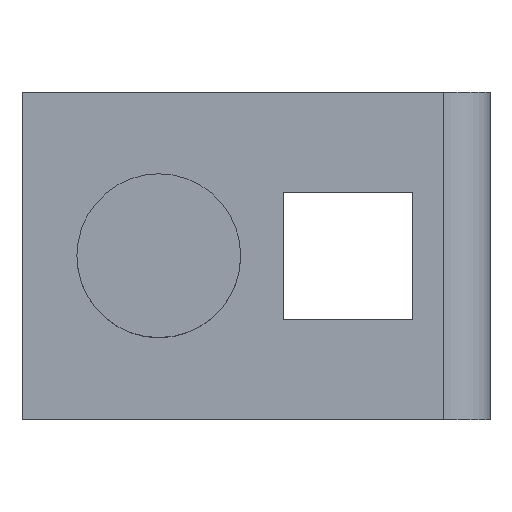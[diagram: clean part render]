
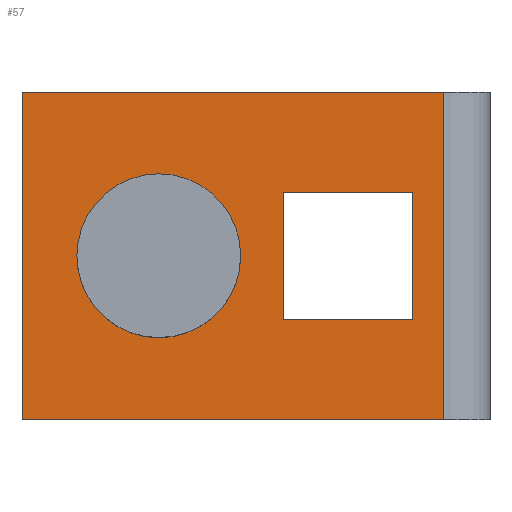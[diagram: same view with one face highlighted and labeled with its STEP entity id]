
A CAD part, top view. The second image highlights one B-rep face of the part: STEP entity #57.
In plain terms, the highlighted planar face has unit normal (0, 0, 1).
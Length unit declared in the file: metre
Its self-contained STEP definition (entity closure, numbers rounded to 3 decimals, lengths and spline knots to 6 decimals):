
#57 = ADVANCED_FACE( '', ( #112, #113, #114 ), #115, .T. );
#112 = FACE_BOUND( '', #162, .T. );
#113 = FACE_OUTER_BOUND( '', #163, .T. );
#114 = FACE_BOUND( '', #164, .T. );
#115 = PLANE( '', #165 );
#162 = EDGE_LOOP( '', ( #255 ) );
#163 = EDGE_LOOP( '', ( #256, #257, #258, #259 ) );
#164 = EDGE_LOOP( '', ( #260, #261, #262, #263 ) );
#165 = AXIS2_PLACEMENT_3D( '', #264, #265, #266 );
#255 = ORIENTED_EDGE( '', *, *, #305, .F. );
#256 = ORIENTED_EDGE( '', *, *, #292, .F. );
#257 = ORIENTED_EDGE( '', *, *, #302, .T. );
#258 = ORIENTED_EDGE( '', *, *, #284, .T. );
#259 = ORIENTED_EDGE( '', *, *, #321, .F. );
#260 = ORIENTED_EDGE( '', *, *, #313, .F. );
#261 = ORIENTED_EDGE( '', *, *, #298, .T. );
#262 = ORIENTED_EDGE( '', *, *, #309, .T. );
#263 = ORIENTED_EDGE( '', *, *, #322, .F. );
#264 = CARTESIAN_POINT( '', ( 0., 0., 0.02 ) );
#265 = DIRECTION( '', ( 0., 0., 1. ) );
#266 = DIRECTION( '', ( 1., 0., 0. ) );
#284 = EDGE_CURVE( '', #326, #327, #328, .T. );
#292 = EDGE_CURVE( '', #340, #342, #343, .T. );
#298 = EDGE_CURVE( '', #353, #351, #354, .T. );
#302 = EDGE_CURVE( '', #340, #326, #358, .T. );
#305 = EDGE_CURVE( '', #362, #362, #363, .T. );
#309 = EDGE_CURVE( '', #351, #367, #369, .T. );
#313 = EDGE_CURVE( '', #353, #373, #374, .T. );
#321 = EDGE_CURVE( '', #342, #327, #383, .T. );
#322 = EDGE_CURVE( '', #373, #367, #384, .T. );
#326 = VERTEX_POINT( '', #388 );
#327 = VERTEX_POINT( '', #389 );
#328 = LINE( '', #390, #391 );
#340 = VERTEX_POINT( '', #407 );
#342 = VERTEX_POINT( '', #409 );
#343 = LINE( '', #410, #411 );
#351 = VERTEX_POINT( '', #422 );
#353 = VERTEX_POINT( '', #425 );
#354 = LINE( '', #426, #427 );
#358 = LINE( '', #433, #434 );
#362 = VERTEX_POINT( '', #438 );
#363 = CIRCLE( '', #439, 0.0175 );
#367 = VERTEX_POINT( '', #444 );
#369 = LINE( '', #447, #448 );
#373 = VERTEX_POINT( '', #453 );
#374 = LINE( '', #454, #455 );
#383 = LINE( '', #468, #469 );
#384 = LINE( '', #470, #471 );
#388 = CARTESIAN_POINT( '', ( 0.04, 0.035, 0.02 ) );
#389 = CARTESIAN_POINT( '', ( -0.05, 0.035, 0.02 ) );
#390 = CARTESIAN_POINT( '', ( 0., 0.035, 0.02 ) );
#391 = VECTOR( '', #474, 1. );
#407 = CARTESIAN_POINT( '', ( 0.04, -0.035, 0.02 ) );
#409 = CARTESIAN_POINT( '', ( -0.05, -0.035, 0.02 ) );
#410 = CARTESIAN_POINT( '', ( 0., -0.035, 0.02 ) );
#411 = VECTOR( '', #485, 1. );
#422 = CARTESIAN_POINT( '', ( 0.005787, -0.01362, 0.02 ) );
#425 = CARTESIAN_POINT( '', ( 0.033454, -0.01362, 0.02 ) );
#426 = CARTESIAN_POINT( '', ( 0.01962, -0.01362, 0.02 ) );
#427 = VECTOR( '', #490, 1. );
#433 = CARTESIAN_POINT( '', ( 0.04, 0.035, 0.02 ) );
#434 = VECTOR( '', #493, 1. );
#438 = CARTESIAN_POINT( '', ( -0.003268, 0., 0.02 ) );
#439 = AXIS2_PLACEMENT_3D( '', #497, #498, #499 );
#444 = CARTESIAN_POINT( '', ( 0.005787, 0.01362, 0.02 ) );
#447 = CARTESIAN_POINT( '', ( 0.005787, 0., 0.02 ) );
#448 = VECTOR( '', #502, 1. );
#453 = CARTESIAN_POINT( '', ( 0.033454, 0.01362, 0.02 ) );
#454 = CARTESIAN_POINT( '', ( 0.033454, 0., 0.02 ) );
#455 = VECTOR( '', #504, 1. );
#468 = CARTESIAN_POINT( '', ( -0.05, 0., 0.02 ) );
#469 = VECTOR( '', #509, 1. );
#470 = CARTESIAN_POINT( '', ( 0.01962, 0.01362, 0.02 ) );
#471 = VECTOR( '', #510, 1. );
#474 = DIRECTION( '', ( -1., 0., 0. ) );
#485 = DIRECTION( '', ( -1., 0., 0. ) );
#490 = DIRECTION( '', ( -1., 0., 0. ) );
#493 = DIRECTION( '', ( 0., 1., 0. ) );
#497 = CARTESIAN_POINT( '', ( -0.020768, 0., 0.02 ) );
#498 = DIRECTION( '', ( 0., 0., 1. ) );
#499 = DIRECTION( '', ( 1., 0., 0. ) );
#502 = DIRECTION( '', ( 0., 1., 0. ) );
#504 = DIRECTION( '', ( 0., 1., 0. ) );
#509 = DIRECTION( '', ( 0., 1., 0. ) );
#510 = DIRECTION( '', ( -1., 0., 0. ) );
